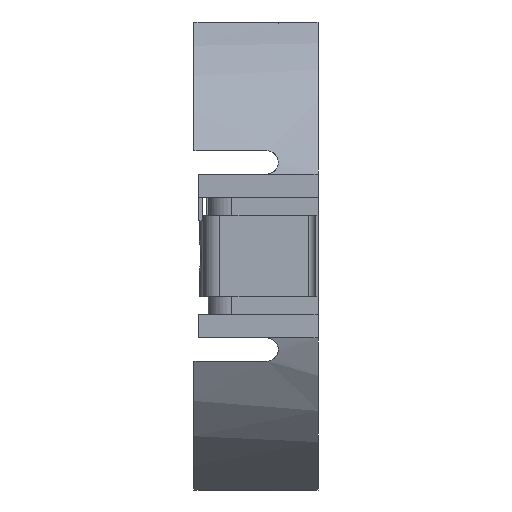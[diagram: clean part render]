
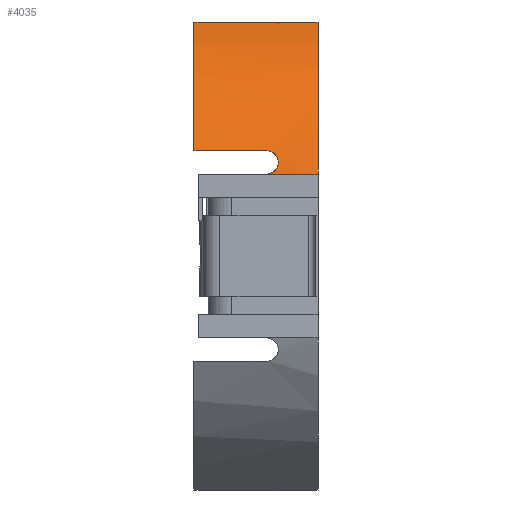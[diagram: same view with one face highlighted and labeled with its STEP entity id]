
A CAD part, left-side view. The second image highlights one B-rep face of the part: STEP entity #4035.
In plain terms, the highlighted cylindrical face has radius 11.2 mm (diameter 22.4 mm), a partial arc.
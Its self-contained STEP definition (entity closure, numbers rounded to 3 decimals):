
#39 = DIRECTION ( 'NONE',  ( 0., 1., 0. ) ) ;
#278 = DIRECTION ( 'NONE',  ( 0., 0., -1. ) ) ;
#307 = CARTESIAN_POINT ( 'NONE',  ( -10.256, 2.2, 4.5 ) ) ;
#653 = CARTESIAN_POINT ( 'NONE',  ( -10.639, 2.2, 3.5 ) ) ;
#699 = CARTESIAN_POINT ( 'NONE',  ( -5.044, 0., 10. ) ) ;
#737 = VERTEX_POINT ( 'NONE', #7755 ) ;
#838 = VERTEX_POINT ( 'NONE', #1367 ) ;
#1175 = CARTESIAN_POINT ( 'NONE',  ( -10.639, 0., 3.5 ) ) ;
#1358 = ORIENTED_EDGE ( 'NONE', *, *, #7206, .T. ) ;
#1367 = CARTESIAN_POINT ( 'NONE',  ( -5.044, 1.7, 10. ) ) ;
#1402 = EDGE_CURVE ( 'NONE', #838, #2466, #2695, .T. ) ;
#1791 = CARTESIAN_POINT ( 'NONE',  ( -10.639, 5.3, 3.5 ) ) ;
#1798 = EDGE_CURVE ( 'NONE', #6451, #838, #4609, .T. ) ;
#1865 = VERTEX_POINT ( 'NONE', #5473 ) ;
#1998 = EDGE_CURVE ( 'NONE', #5145, #6451, #4136, .T. ) ;
#2042 = ORIENTED_EDGE ( 'NONE', *, *, #1798, .T. ) ;
#2186 = CARTESIAN_POINT ( 'NONE',  ( -10.256, 2.063, 4.5 ) ) ;
#2200 = DIRECTION ( 'NONE',  ( 0., -1., 0. ) ) ;
#2364 = AXIS2_PLACEMENT_3D ( 'NONE', #4463, #7529, #5517 ) ;
#2451 = EDGE_CURVE ( 'NONE', #2466, #1865, #6667, .T. ) ;
#2466 = VERTEX_POINT ( 'NONE', #4048 ) ;
#2577 = CYLINDRICAL_SURFACE ( 'NONE', #2364, 11.2 ) ;
#2695 = LINE ( 'NONE', #3140, #5441 ) ;
#2705 = CARTESIAN_POINT ( 'NONE',  ( -10.509, 1.699, 3.875 ) ) ;
#2711 = VERTEX_POINT ( 'NONE', #653 ) ;
#2724 = VECTOR ( 'NONE', #2899, 1000. ) ;
#2899 = DIRECTION ( 'NONE',  ( 0., -1., 0. ) ) ;
#2907 = DIRECTION ( 'NONE',  ( 0., 1., 0. ) ) ;
#3140 = CARTESIAN_POINT ( 'NONE',  ( -5.044, 5.3, 10. ) ) ;
#3675 = ORIENTED_EDGE ( 'NONE', *, *, #2451, .T. ) ;
#4035 = ADVANCED_FACE ( 'NONE', ( #4549 ), #2577, .T. ) ;
#4048 = CARTESIAN_POINT ( 'NONE',  ( -5.044, 5.3, 10. ) ) ;
#4136 = CIRCLE ( 'NONE', #6541, 11.2 ) ;
#4145 = EDGE_CURVE ( 'NONE', #1865, #737, #5605, .T. ) ;
#4162 = VECTOR ( 'NONE', #4342, 1000. ) ;
#4342 = DIRECTION ( 'NONE',  ( 0., -1., 0. ) ) ;
#4463 = CARTESIAN_POINT ( 'NONE',  ( 0., 5.3, 0. ) ) ;
#4469 = CARTESIAN_POINT ( 'NONE',  ( -10.639, 2.2, 3.5 ) ) ;
#4519 = CARTESIAN_POINT ( 'NONE',  ( 0., 5.3, 0. ) ) ;
#4549 = FACE_OUTER_BOUND ( 'NONE', #5661, .T. ) ;
#4609 = LINE ( 'NONE', #7686, #6591 ) ;
#4724 = LINE ( 'NONE', #1791, #2724 ) ;
#4883 = AXIS2_PLACEMENT_3D ( 'NONE', #4519, #2200, #278 ) ;
#4996 = DIRECTION ( 'NONE',  ( 0., 0., -1. ) ) ;
#5010 = ORIENTED_EDGE ( 'NONE', *, *, #1402, .T. ) ;
#5133 = CARTESIAN_POINT ( 'NONE',  ( -10.62, 1.931, 3.558 ) ) ;
#5145 = VERTEX_POINT ( 'NONE', #1175 ) ;
#5441 = VECTOR ( 'NONE', #7483, 1000. ) ;
#5473 = CARTESIAN_POINT ( 'NONE',  ( -10.256, 5.3, 4.5 ) ) ;
#5517 = DIRECTION ( 'NONE',  ( 0., 0., -1. ) ) ;
#5605 = LINE ( 'NONE', #7362, #4162 ) ;
#5661 = EDGE_LOOP ( 'NONE', ( #2042, #5010, #3675, #6148, #6368, #1358, #6921 ) ) ;
#5733 = CARTESIAN_POINT ( 'NONE',  ( -10.361, 1.751, 4.256 ) ) ;
#5745 = B_SPLINE_CURVE_WITH_KNOTS ( 'NONE', 3,
 ( #307, #2186, #7051, #5733, #6454, #2705, #6409, #5133, #7501, #4469 ),
 .UNSPECIFIED., .F., .F.,
 ( 4, 2, 2, 2, 4 ),
 ( -0.001, 0., 0., 0., 0.001 ),
 .UNSPECIFIED. ) ;
#6086 = EDGE_CURVE ( 'NONE', #737, #2711, #5745, .T. ) ;
#6148 = ORIENTED_EDGE ( 'NONE', *, *, #4145, .T. ) ;
#6318 = CARTESIAN_POINT ( 'NONE',  ( 0., 0., 0. ) ) ;
#6368 = ORIENTED_EDGE ( 'NONE', *, *, #6086, .T. ) ;
#6409 = CARTESIAN_POINT ( 'NONE',  ( -10.555, 1.748, 3.748 ) ) ;
#6451 = VERTEX_POINT ( 'NONE', #699 ) ;
#6454 = CARTESIAN_POINT ( 'NONE',  ( -10.411, 1.701, 4.13 ) ) ;
#6541 = AXIS2_PLACEMENT_3D ( 'NONE', #6318, #39, #4996 ) ;
#6591 = VECTOR ( 'NONE', #2907, 1000. ) ;
#6667 = CIRCLE ( 'NONE', #4883, 11.2 ) ;
#6921 = ORIENTED_EDGE ( 'NONE', *, *, #1998, .T. ) ;
#7051 = CARTESIAN_POINT ( 'NONE',  ( -10.282, 1.931, 4.441 ) ) ;
#7206 = EDGE_CURVE ( 'NONE', #2711, #5145, #4724, .T. ) ;
#7362 = CARTESIAN_POINT ( 'NONE',  ( -10.256, 5.3, 4.5 ) ) ;
#7483 = DIRECTION ( 'NONE',  ( 0., 1., 0. ) ) ;
#7501 = CARTESIAN_POINT ( 'NONE',  ( -10.639, 2.063, 3.5 ) ) ;
#7529 = DIRECTION ( 'NONE',  ( 0., -1., 0. ) ) ;
#7686 = CARTESIAN_POINT ( 'NONE',  ( -5.044, 5.3, 10. ) ) ;
#7755 = CARTESIAN_POINT ( 'NONE',  ( -10.256, 2.2, 4.5 ) ) ;
